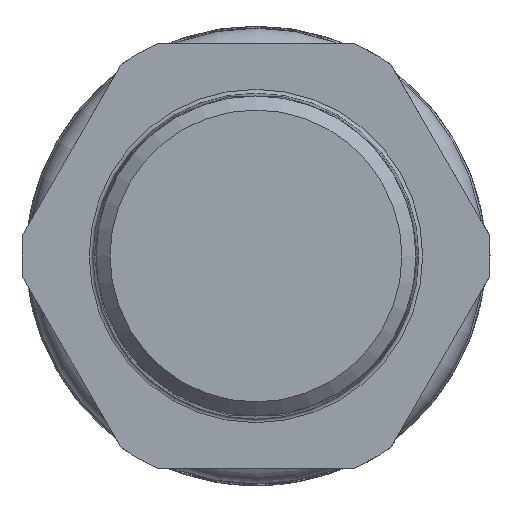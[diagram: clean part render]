
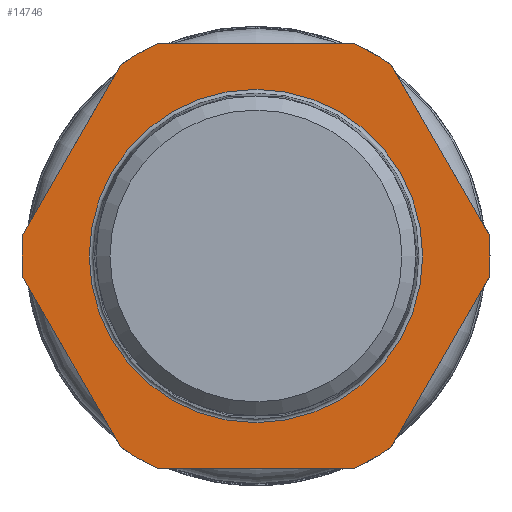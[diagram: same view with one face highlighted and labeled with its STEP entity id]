
A CAD part, left-side view. The second image highlights one B-rep face of the part: STEP entity #14746.
In plain terms, the highlighted planar face has unit normal (-1, 0, 0).
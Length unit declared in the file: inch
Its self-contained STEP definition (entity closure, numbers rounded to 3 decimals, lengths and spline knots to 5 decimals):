
#509=FACE_BOUND('',#4098,.T.);
#1658=LINE('',#30987,#2219);
#1659=LINE('',#30991,#2220);
#1660=LINE('',#30995,#2221);
#1661=LINE('',#30999,#2222);
#1662=LINE('',#31003,#2223);
#1663=LINE('',#31007,#2224);
#2219=VECTOR('',#19654,0.3937);
#2220=VECTOR('',#19657,0.3937);
#2221=VECTOR('',#19660,0.3937);
#2222=VECTOR('',#19663,0.3937);
#2223=VECTOR('',#19666,0.3937);
#2224=VECTOR('',#19669,0.3937);
#3266=FACE_OUTER_BOUND('',#4097,.T.);
#4097=EDGE_LOOP('',(#12647,#12648,#12649,#12650,#12651,#12652,#12653,#12654,
#12655,#12656,#12657,#12658));
#4098=EDGE_LOOP('',(#12659,#12660));
#4844=CIRCLE('',#16207,0.84961);
#4845=CIRCLE('',#16208,0.84961);
#4849=CIRCLE('',#16214,1.19291);
#4850=CIRCLE('',#16215,1.19291);
#4851=CIRCLE('',#16216,1.19291);
#4852=CIRCLE('',#16217,1.19291);
#4853=CIRCLE('',#16218,1.19291);
#4854=CIRCLE('',#16219,1.19291);
#6221=VERTEX_POINT('',#30972);
#6222=VERTEX_POINT('',#30974);
#6225=VERTEX_POINT('',#30985);
#6226=VERTEX_POINT('',#30986);
#6227=VERTEX_POINT('',#30988);
#6228=VERTEX_POINT('',#30990);
#6229=VERTEX_POINT('',#30992);
#6230=VERTEX_POINT('',#30994);
#6231=VERTEX_POINT('',#30996);
#6232=VERTEX_POINT('',#30998);
#6233=VERTEX_POINT('',#31000);
#6234=VERTEX_POINT('',#31002);
#6235=VERTEX_POINT('',#31004);
#6236=VERTEX_POINT('',#31006);
#8372=EDGE_CURVE('',#6221,#6222,#4844,.T.);
#8373=EDGE_CURVE('',#6222,#6221,#4845,.T.);
#8378=EDGE_CURVE('',#6225,#6226,#1658,.T.);
#8379=EDGE_CURVE('',#6227,#6226,#4849,.T.);
#8380=EDGE_CURVE('',#6227,#6228,#1659,.T.);
#8381=EDGE_CURVE('',#6229,#6228,#4850,.T.);
#8382=EDGE_CURVE('',#6229,#6230,#1660,.T.);
#8383=EDGE_CURVE('',#6231,#6230,#4851,.T.);
#8384=EDGE_CURVE('',#6231,#6232,#1661,.T.);
#8385=EDGE_CURVE('',#6233,#6232,#4852,.T.);
#8386=EDGE_CURVE('',#6233,#6234,#1662,.T.);
#8387=EDGE_CURVE('',#6235,#6234,#4853,.T.);
#8388=EDGE_CURVE('',#6235,#6236,#1663,.T.);
#8389=EDGE_CURVE('',#6225,#6236,#4854,.T.);
#12647=ORIENTED_EDGE('',*,*,#8378,.T.);
#12648=ORIENTED_EDGE('',*,*,#8379,.F.);
#12649=ORIENTED_EDGE('',*,*,#8380,.T.);
#12650=ORIENTED_EDGE('',*,*,#8381,.F.);
#12651=ORIENTED_EDGE('',*,*,#8382,.T.);
#12652=ORIENTED_EDGE('',*,*,#8383,.F.);
#12653=ORIENTED_EDGE('',*,*,#8384,.T.);
#12654=ORIENTED_EDGE('',*,*,#8385,.F.);
#12655=ORIENTED_EDGE('',*,*,#8386,.T.);
#12656=ORIENTED_EDGE('',*,*,#8387,.F.);
#12657=ORIENTED_EDGE('',*,*,#8388,.T.);
#12658=ORIENTED_EDGE('',*,*,#8389,.F.);
#12659=ORIENTED_EDGE('',*,*,#8373,.F.);
#12660=ORIENTED_EDGE('',*,*,#8372,.F.);
#13146=PLANE('',#16213);
#14746=ADVANCED_FACE('',(#3266,#509),#13146,.T.);
#16207=AXIS2_PLACEMENT_3D('',#30975,#19639,#19640);
#16208=AXIS2_PLACEMENT_3D('',#30976,#19641,#19642);
#16213=AXIS2_PLACEMENT_3D('',#30984,#19652,#19653);
#16214=AXIS2_PLACEMENT_3D('',#30989,#19655,#19656);
#16215=AXIS2_PLACEMENT_3D('',#30993,#19658,#19659);
#16216=AXIS2_PLACEMENT_3D('',#30997,#19661,#19662);
#16217=AXIS2_PLACEMENT_3D('',#31001,#19664,#19665);
#16218=AXIS2_PLACEMENT_3D('',#31005,#19667,#19668);
#16219=AXIS2_PLACEMENT_3D('',#31008,#19670,#19671);
#19639=DIRECTION('center_axis',(-1.,0.,0.));
#19640=DIRECTION('ref_axis',(0.,1.,0.));
#19641=DIRECTION('center_axis',(-1.,0.,0.));
#19642=DIRECTION('ref_axis',(0.,1.,0.));
#19652=DIRECTION('center_axis',(-1.,0.,0.));
#19653=DIRECTION('ref_axis',(0.,1.,0.));
#19654=DIRECTION('',(0.,0.5,0.866));
#19655=DIRECTION('center_axis',(1.,0.,0.));
#19656=DIRECTION('ref_axis',(0.,-1.,0.));
#19657=DIRECTION('',(0.,1.,0.));
#19658=DIRECTION('center_axis',(1.,0.,0.));
#19659=DIRECTION('ref_axis',(0.,-1.,0.));
#19660=DIRECTION('',(0.,0.5,-0.866));
#19661=DIRECTION('center_axis',(1.,0.,0.));
#19662=DIRECTION('ref_axis',(0.,-1.,0.));
#19663=DIRECTION('',(0.,-0.5,-0.866));
#19664=DIRECTION('center_axis',(1.,0.,0.));
#19665=DIRECTION('ref_axis',(0.,-1.,0.));
#19666=DIRECTION('',(0.,-1.,0.));
#19667=DIRECTION('center_axis',(1.,0.,0.));
#19668=DIRECTION('ref_axis',(0.,-1.,0.));
#19669=DIRECTION('',(0.,-0.5,0.866));
#19670=DIRECTION('center_axis',(1.,0.,0.));
#19671=DIRECTION('ref_axis',(0.,-1.,0.));
#30972=CARTESIAN_POINT('',(-0.37101,0.84961,0.));
#30974=CARTESIAN_POINT('',(-0.37101,-0.84961,0.));
#30975=CARTESIAN_POINT('Origin',(-0.37101,0.,0.));
#30976=CARTESIAN_POINT('Origin',(-0.37101,0.,0.));
#30984=CARTESIAN_POINT('Origin',(-0.37101,0.,
-1.19291));
#30985=CARTESIAN_POINT('',(-0.37101,-1.18805,0.10759));
#30986=CARTESIAN_POINT('',(-0.37101,-0.6872,0.97509));
#30987=CARTESIAN_POINT('',(-0.37101,-1.32111,-0.12288));
#30988=CARTESIAN_POINT('',(-0.37101,-0.50085,1.08268));
#30989=CARTESIAN_POINT('Origin',(-0.37101,0.,0.));
#30990=CARTESIAN_POINT('',(-0.37101,0.50085,1.08268));
#30991=CARTESIAN_POINT('',(-0.37101,-0.25043,1.08268));
#30992=CARTESIAN_POINT('',(-0.37101,0.6872,0.97509));
#30993=CARTESIAN_POINT('Origin',(-0.37101,0.,0.));
#30994=CARTESIAN_POINT('',(-0.37101,1.18805,0.10759));
#30995=CARTESIAN_POINT('',(-0.37101,1.07069,0.31087));
#30996=CARTESIAN_POINT('',(-0.37101,1.18805,-0.10759));
#30997=CARTESIAN_POINT('Origin',(-0.37101,0.,0.));
#30998=CARTESIAN_POINT('',(-0.37101,0.6872,-0.97509));
#30999=CARTESIAN_POINT('',(-0.37101,0.80457,-0.77181));
#31000=CARTESIAN_POINT('',(-0.37101,0.50085,-1.08268));
#31001=CARTESIAN_POINT('Origin',(-0.37101,0.,0.));
#31002=CARTESIAN_POINT('',(-0.37101,-0.50085,-1.08268));
#31003=CARTESIAN_POINT('',(-0.37101,0.25043,-1.08268));
#31004=CARTESIAN_POINT('',(-0.37101,-0.6872,-0.97509));
#31005=CARTESIAN_POINT('Origin',(-0.37101,0.,0.));
#31006=CARTESIAN_POINT('',(-0.37101,-1.18805,-0.10759));
#31007=CARTESIAN_POINT('',(-0.37101,-0.55414,-1.20556));
#31008=CARTESIAN_POINT('Origin',(-0.37101,0.,0.));
